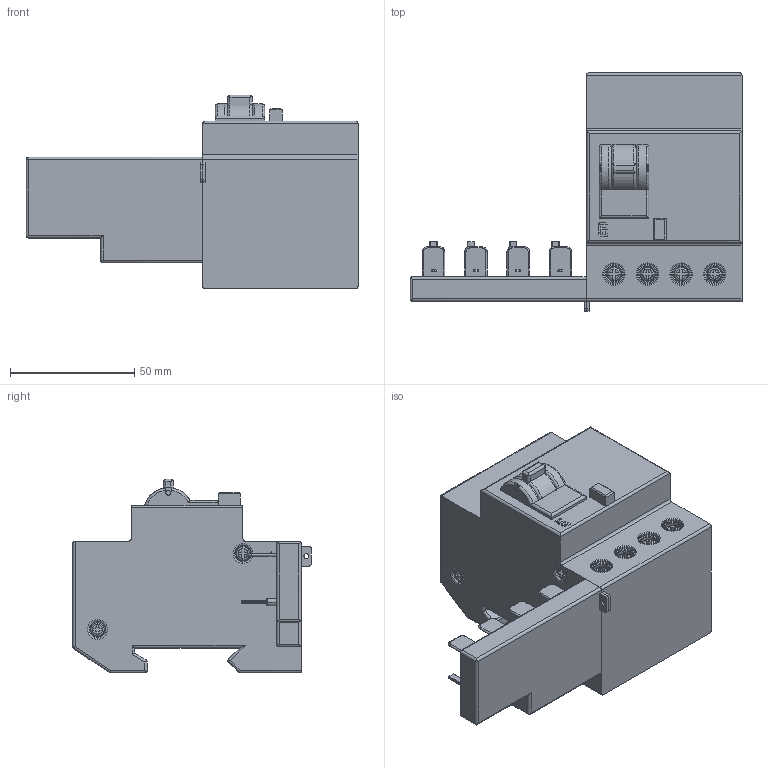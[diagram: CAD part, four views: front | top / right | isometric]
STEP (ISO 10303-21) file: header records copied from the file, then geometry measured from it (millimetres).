
FILE_DESCRIPTION((''),'2;1');
FILE_NAME('DIFO4_ASM','2021-08-24T',('marketing.praksa'),('Audax d.o.o.'),'CREO PARAMETRIC BY PTC INC, 2017480','CREO PARAMETRIC BY PTC INC, 2017480','');
FILE_SCHEMA(('AUTOMOTIVE_DESIGN { 1 0 10303 214 1 1 1 1 }'));
Length unit declared in the file: millimetre
Products named in the file (26): 1AE_1_1; 1D9_1_1; 1E8_1_1; 20F_1_1; 21E_1_1; 459-162_1; 459-163_1; 459-164_1; 4B2_1_1; 4BF_1_1; 4CC_1; 4D9_1; 510_1; 536_1; 585_1; 594_1_1; 5A3_1_1; 5D2_1; 5DE_1; 644_1_1; 657_1_1; 66F_1_1; 67C_1_1; 68B_1_1; 694_1_1; DIFO4_ASM
Assembly tree (25 placements, depth 2):
  DIFO4_ASM
    1AE_1_1
    1D9_1_1
    1E8_1_1
    20F_1_1
    21E_1_1
    459-162_1
    459-163_1
    459-164_1
    4B2_1_1
    4BF_1_1
    4CC_1
    4D9_1
    510_1
    536_1
    585_1
    594_1_1
    5A3_1_1
    5D2_1
    5DE_1
    644_1_1
    657_1_1
    66F_1_1
    67C_1_1
    68B_1_1
    694_1_1
Bounding box: 133.5 x 96 x 78 mm (x, y, z)
Volume: 333195 mm3; surface area: 49641.7 mm2
Topology: 25 solids, 25 shells, 735 faces, 2250 edges, 1580 vertices
Faces by surface type: plane 359, cylinder 254, torus 122
Entity records: 40903 total; most frequent: CARTESIAN_POINT 6766, ORIENTED_EDGE 4500, DIRECTION 4296, PRESENTATION_STYLE_ASSIGNMENT 3010, STYLED_ITEM 3010, CURVE_STYLE 2250, EDGE_CURVE 2250, AXIS2_PLACEMENT_3D 1672
